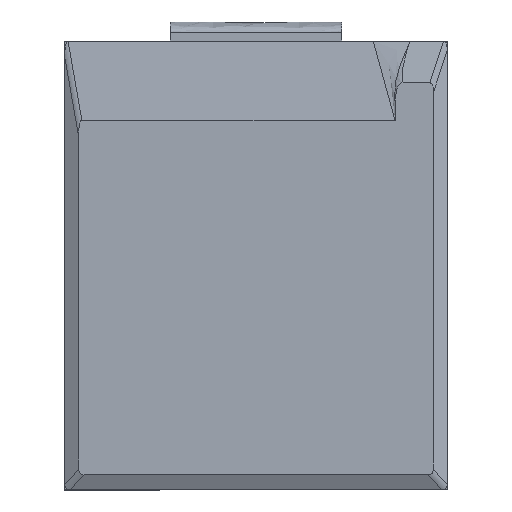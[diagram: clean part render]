
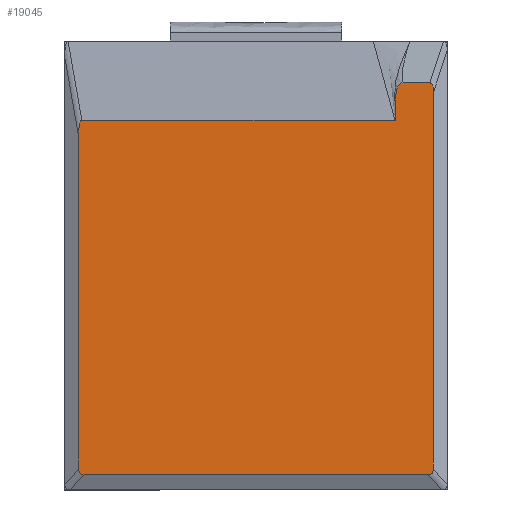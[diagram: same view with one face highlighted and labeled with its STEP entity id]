
A CAD part, top view. The second image highlights one B-rep face of the part: STEP entity #19045.
In plain terms, the highlighted face is planar.
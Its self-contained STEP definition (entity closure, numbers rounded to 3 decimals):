
#25=ELLIPSE('',#20361,10.325,1.);
#26=ELLIPSE('',#20362,2.798,1.);
#27=ELLIPSE('',#20363,2.798,1.);
#28=ELLIPSE('',#20364,5.7,1.);
#45=B_SPLINE_CURVE_WITH_KNOTS('',3,(#30784,#30785,#30786,#30787,#30788,
#30789,#30790,#30791,#30792,#30793,#30794,#30795,#30796,#30797),
 .UNSPECIFIED.,.F.,.F.,(4,2,2,2,2,2,4),(-0.167,-0.119,
-0.078,-0.034,-0.014,-0.007,
0.),.UNSPECIFIED.);
#1489=FACE_OUTER_BOUND('',#2448,.T.);
#2448=EDGE_LOOP('',(#17151,#17152,#17153,#17154,#17155,#17156,#17157,#17158,
#17159,#17160,#17161));
#4815=LINE('',#30828,#7212);
#4818=LINE('',#30834,#7215);
#4819=LINE('',#30836,#7216);
#4820=LINE('',#30840,#7217);
#4821=LINE('',#30844,#7218);
#4822=LINE('',#30848,#7219);
#7212=VECTOR('',#25246,10.);
#7215=VECTOR('',#25251,10.);
#7216=VECTOR('',#25252,10.);
#7217=VECTOR('',#25255,10.);
#7218=VECTOR('',#25258,10.);
#7219=VECTOR('',#25261,10.);
#9013=VERTEX_POINT('',#30782);
#9014=VERTEX_POINT('',#30783);
#9016=VERTEX_POINT('',#30827);
#9018=VERTEX_POINT('',#30833);
#9019=VERTEX_POINT('',#30835);
#9020=VERTEX_POINT('',#30837);
#9021=VERTEX_POINT('',#30839);
#9022=VERTEX_POINT('',#30841);
#9023=VERTEX_POINT('',#30843);
#9024=VERTEX_POINT('',#30845);
#9025=VERTEX_POINT('',#30847);
#11734=EDGE_CURVE('',#9013,#9014,#45,.T.);
#11737=EDGE_CURVE('',#9014,#9016,#4815,.T.);
#11740=EDGE_CURVE('',#9018,#9013,#4818,.T.);
#11741=EDGE_CURVE('',#9019,#9018,#4819,.T.);
#11742=EDGE_CURVE('',#9020,#9019,#25,.T.);
#11743=EDGE_CURVE('',#9021,#9020,#4820,.T.);
#11744=EDGE_CURVE('',#9022,#9021,#26,.T.);
#11745=EDGE_CURVE('',#9023,#9022,#4821,.T.);
#11746=EDGE_CURVE('',#9024,#9023,#27,.T.);
#11747=EDGE_CURVE('',#9025,#9024,#4822,.T.);
#11748=EDGE_CURVE('',#9016,#9025,#28,.T.);
#17151=ORIENTED_EDGE('',*,*,#11734,.F.);
#17152=ORIENTED_EDGE('',*,*,#11740,.F.);
#17153=ORIENTED_EDGE('',*,*,#11741,.F.);
#17154=ORIENTED_EDGE('',*,*,#11742,.F.);
#17155=ORIENTED_EDGE('',*,*,#11743,.F.);
#17156=ORIENTED_EDGE('',*,*,#11744,.F.);
#17157=ORIENTED_EDGE('',*,*,#11745,.F.);
#17158=ORIENTED_EDGE('',*,*,#11746,.F.);
#17159=ORIENTED_EDGE('',*,*,#11747,.F.);
#17160=ORIENTED_EDGE('',*,*,#11748,.F.);
#17161=ORIENTED_EDGE('',*,*,#11737,.F.);
#18099=PLANE('',#20360);
#19045=ADVANCED_FACE('',(#1489),#18099,.T.);
#20360=AXIS2_PLACEMENT_3D('',#30832,#25249,#25250);
#20361=AXIS2_PLACEMENT_3D('',#30838,#25253,#25254);
#20362=AXIS2_PLACEMENT_3D('',#30842,#25256,#25257);
#20363=AXIS2_PLACEMENT_3D('',#30846,#25259,#25260);
#20364=AXIS2_PLACEMENT_3D('',#30849,#25262,#25263);
#25246=DIRECTION('',(-1.,0.,0.));
#25249=DIRECTION('center_axis',(0.,1.,0.));
#25250=DIRECTION('ref_axis',(0.,0.,
1.));
#25251=DIRECTION('',(0.,0.,1.));
#25252=DIRECTION('',(-1.,0.,0.));
#25253=DIRECTION('center_axis',(0.,-1.,0.));
#25254=DIRECTION('ref_axis',(0.172,0.,0.985));
#25255=DIRECTION('',(0.,0.,1.));
#25256=DIRECTION('center_axis',(0.,-1.,0.));
#25257=DIRECTION('ref_axis',(0.677,0.,-0.736));
#25258=DIRECTION('',(1.,0.,0.));
#25259=DIRECTION('center_axis',(0.,-1.,0.));
#25260=DIRECTION('ref_axis',(-0.677,0.,-0.736));
#25261=DIRECTION('',(0.,0.,-1.));
#25262=DIRECTION('center_axis',(0.,-1.,0.));
#25263=DIRECTION('ref_axis',(-0.315,0.,0.949));
#30782=CARTESIAN_POINT('',(-11.566,3.33,10.203));
#30783=CARTESIAN_POINT('',(-12.14,3.33,12.064));
#30784=CARTESIAN_POINT('Ctrl Pts',(-11.566,3.33,10.203));
#30785=CARTESIAN_POINT('Ctrl Pts',(-11.566,3.33,10.424));
#30786=CARTESIAN_POINT('Ctrl Pts',(-11.576,3.33,10.648));
#30787=CARTESIAN_POINT('Ctrl Pts',(-11.62,3.33,11.051));
#30788=CARTESIAN_POINT('Ctrl Pts',(-11.652,3.33,11.24));
#30789=CARTESIAN_POINT('Ctrl Pts',(-11.75,3.33,11.608));
#30790=CARTESIAN_POINT('Ctrl Pts',(-11.812,3.33,11.76));
#30791=CARTESIAN_POINT('Ctrl Pts',(-11.913,3.33,11.919));
#30792=CARTESIAN_POINT('Ctrl Pts',(-11.957,3.33,11.979));
#30793=CARTESIAN_POINT('Ctrl Pts',(-12.032,3.33,12.032));
#30794=CARTESIAN_POINT('Ctrl Pts',(-12.053,3.33,12.044));
#30795=CARTESIAN_POINT('Ctrl Pts',(-12.097,3.33,12.06));
#30796=CARTESIAN_POINT('Ctrl Pts',(-12.118,3.33,12.064));
#30797=CARTESIAN_POINT('Ctrl Pts',(-12.14,3.33,12.064));
#30827=CARTESIAN_POINT('',(-14.457,3.33,12.064));
#30828=CARTESIAN_POINT('',(-11.566,3.33,12.064));
#30832=CARTESIAN_POINT('Origin',(-0.661,3.33,-4.906));
#30833=CARTESIAN_POINT('',(-11.566,3.33,8.945));
#30834=CARTESIAN_POINT('',(-11.566,3.33,8.945));
#30835=CARTESIAN_POINT('',(14.478,3.33,8.945));
#30836=CARTESIAN_POINT('',(-14.75,3.33,8.945));
#30837=CARTESIAN_POINT('',(14.75,3.33,7.585));
#30838=CARTESIAN_POINT('Origin',(12.718,3.33,-1.227));
#30839=CARTESIAN_POINT('',(14.75,3.33,-20.062));
#30840=CARTESIAN_POINT('',(14.75,3.33,8.945));
#30841=CARTESIAN_POINT('',(14.287,3.33,-20.555));
#30842=CARTESIAN_POINT('Origin',(12.718,3.33,-18.387));
#30843=CARTESIAN_POINT('',(-14.287,3.33,-20.555));
#30844=CARTESIAN_POINT('',(14.75,3.33,-20.555));
#30845=CARTESIAN_POINT('',(-14.75,3.33,-20.062));
#30846=CARTESIAN_POINT('Origin',(-12.718,3.33,-18.387));
#30847=CARTESIAN_POINT('',(-14.75,3.33,11.281));
#30848=CARTESIAN_POINT('',(-14.75,3.33,12.064));
#30849=CARTESIAN_POINT('Origin',(-12.718,3.33,6.645));
